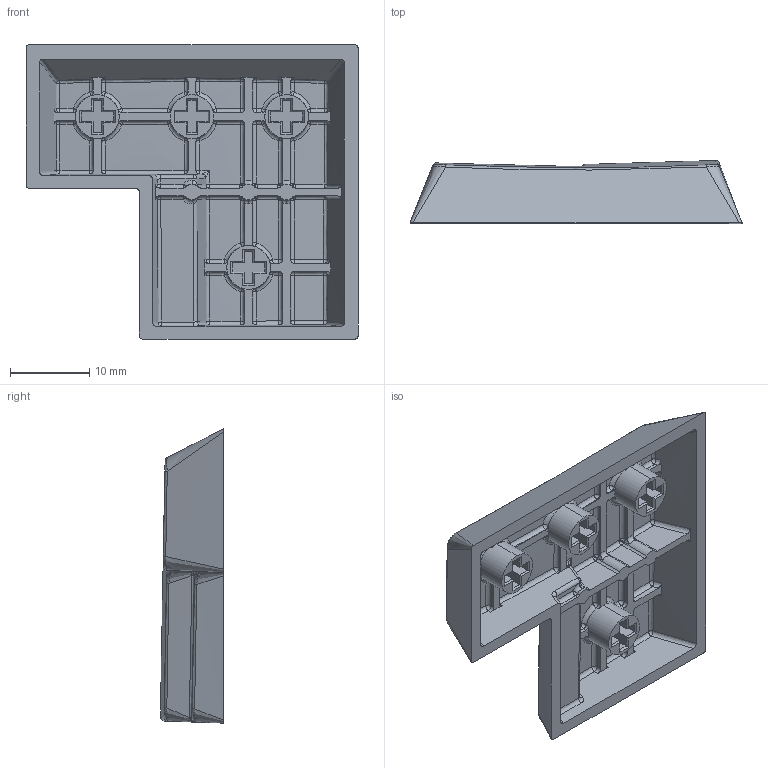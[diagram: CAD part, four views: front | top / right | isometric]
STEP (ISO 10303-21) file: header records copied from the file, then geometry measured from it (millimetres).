
FILE_DESCRIPTION (( 'STEP AP214' ), '1' );
FILE_NAME ('BAE_5140.STEP', '2023-01-31T05:01:41', ( '' ), ( '' ), 'SwSTEP 2.0', 'SolidWorks 2019', '' );
FILE_SCHEMA (( 'AUTOMOTIVE_DESIGN' ));
Length unit declared in the file: millimetre
Products named in the file (1): BAE_5140
Bounding box: 41.91 x 7.95 x 37.15 mm (x, y, z)
Volume: 3697.6 mm3; surface area: 4696.3 mm2
Topology: 1 solids, 1 shells, 560 faces, 1347 edges, 768 vertices
Faces by surface type: bspline 185, plane 173, cylinder 99, sphere 97, torus 6
Entity records: 19113 total; most frequent: CARTESIAN_POINT 7901, ORIENTED_EDGE 2572, DIRECTION 2006, EDGE_CURVE 1286, AXIS2_PLACEMENT_3D 787, VERTEX_POINT 733, EDGE_LOOP 565, ADVANCED_FACE 560
